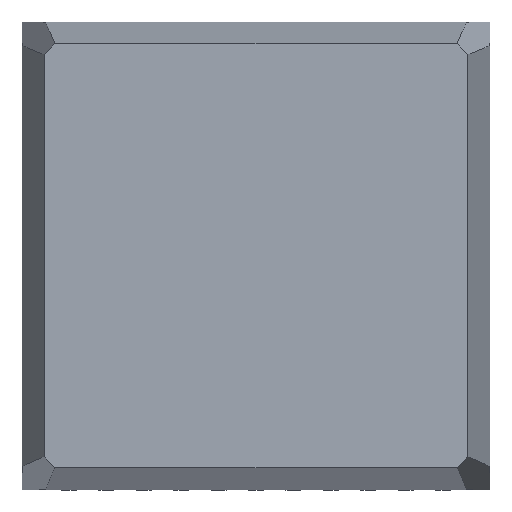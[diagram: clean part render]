
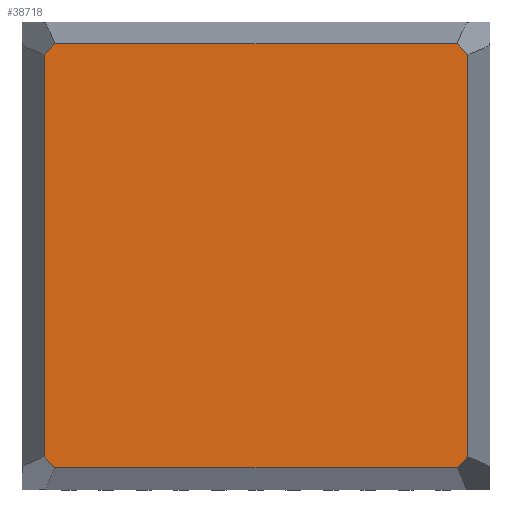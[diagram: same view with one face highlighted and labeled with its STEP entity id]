
A CAD part, top view. The second image highlights one B-rep face of the part: STEP entity #38718.
In plain terms, the highlighted planar face has unit normal (0, 0, 1).
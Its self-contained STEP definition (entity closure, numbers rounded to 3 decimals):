
#24406=DIRECTION('',(-1.,0.,0.));
#24407=VECTOR('',#24406,8.597);
#24408=CARTESIAN_POINT('',(4.298,-7.28,2.15));
#24409=LINE('',#24408,#24407);
#29132=DIRECTION('',(-0.707,-0.707,0.));
#29133=VECTOR('',#29132,0.328);
#29134=CARTESIAN_POINT('',(4.53,-7.048,2.15));
#29135=LINE('',#29134,#29133);
#29139=DIRECTION('',(-0.707,0.707,0.));
#29140=VECTOR('',#29139,0.328);
#29141=CARTESIAN_POINT('',(-4.298,-7.28,2.15));
#29142=LINE('',#29141,#29140);
#29153=DIRECTION('',(0.,1.,0.));
#29154=VECTOR('',#29153,8.597);
#29155=CARTESIAN_POINT('',(-4.53,-7.048,2.15));
#29156=LINE('',#29155,#29154);
#29167=DIRECTION('',(0.707,0.707,0.));
#29168=VECTOR('',#29167,0.328);
#29169=CARTESIAN_POINT('',(-4.53,1.548,2.15));
#29170=LINE('',#29169,#29168);
#29181=DIRECTION('',(1.,0.,0.));
#29182=VECTOR('',#29181,8.597);
#29183=CARTESIAN_POINT('',(-4.298,1.78,2.15));
#29184=LINE('',#29183,#29182);
#29195=DIRECTION('',(0.707,-0.707,0.));
#29196=VECTOR('',#29195,0.328);
#29197=CARTESIAN_POINT('',(4.298,1.78,2.15));
#29198=LINE('',#29197,#29196);
#29209=DIRECTION('',(0.,-1.,0.));
#29210=VECTOR('',#29209,8.597);
#29211=CARTESIAN_POINT('',(4.53,1.548,2.15));
#29212=LINE('',#29211,#29210);
#34655=CARTESIAN_POINT('',(-4.53,1.548,2.15));
#34656=VERTEX_POINT('',#34655);
#34657=CARTESIAN_POINT('',(-4.298,1.78,2.15));
#34658=VERTEX_POINT('',#34657);
#34659=CARTESIAN_POINT('',(-4.298,-7.28,2.15));
#34660=VERTEX_POINT('',#34659);
#34661=CARTESIAN_POINT('',(-4.53,-7.048,2.15));
#34662=VERTEX_POINT('',#34661);
#34665=CARTESIAN_POINT('',(4.298,-7.28,2.15));
#34666=VERTEX_POINT('',#34665);
#34669=CARTESIAN_POINT('',(4.53,-7.048,2.15));
#34670=VERTEX_POINT('',#34669);
#34673=CARTESIAN_POINT('',(4.298,1.78,2.15));
#34674=VERTEX_POINT('',#34673);
#34675=CARTESIAN_POINT('',(4.53,1.548,2.15));
#34676=VERTEX_POINT('',#34675);
#38697=CARTESIAN_POINT('',(0.,1.036,2.15));
#38698=DIRECTION('',(0.,0.,1.));
#38699=DIRECTION('',(1.,0.,0.));
#38700=AXIS2_PLACEMENT_3D('',#38697,#38698,#38699);
#38701=PLANE('',#38700);
#38702=ORIENTED_EDGE('',*,*,#36558,.T.);
#38704=ORIENTED_EDGE('',*,*,#38703,.T.);
#38706=ORIENTED_EDGE('',*,*,#38705,.T.);
#38708=ORIENTED_EDGE('',*,*,#38707,.T.);
#38710=ORIENTED_EDGE('',*,*,#38709,.T.);
#38712=ORIENTED_EDGE('',*,*,#38711,.T.);
#38714=ORIENTED_EDGE('',*,*,#38713,.T.);
#38715=ORIENTED_EDGE('',*,*,#38689,.T.);
#38716=EDGE_LOOP('',(#38702,#38704,#38706,#38708,#38710,#38712,#38714,#38715));
#38717=FACE_OUTER_BOUND('',#38716,.F.);
#36558=EDGE_CURVE('',#34666,#34660,#24409,.T.);
#38689=EDGE_CURVE('',#34670,#34666,#29135,.T.);
#38703=EDGE_CURVE('',#34660,#34662,#29142,.T.);
#38705=EDGE_CURVE('',#34662,#34656,#29156,.T.);
#38707=EDGE_CURVE('',#34656,#34658,#29170,.T.);
#38709=EDGE_CURVE('',#34658,#34674,#29184,.T.);
#38711=EDGE_CURVE('',#34674,#34676,#29198,.T.);
#38713=EDGE_CURVE('',#34676,#34670,#29212,.T.);
#38718=ADVANCED_FACE('',(#38717),#38701,.T.);
